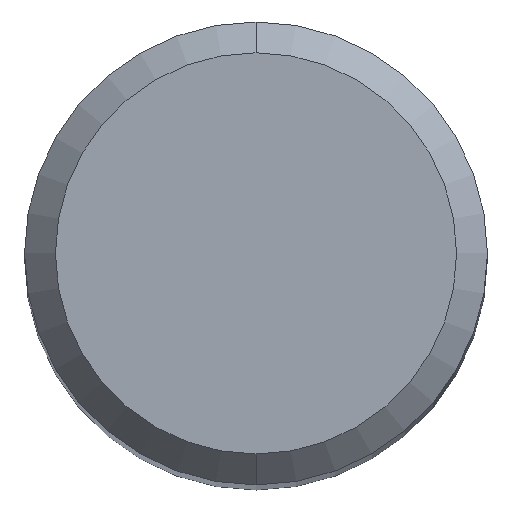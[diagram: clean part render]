
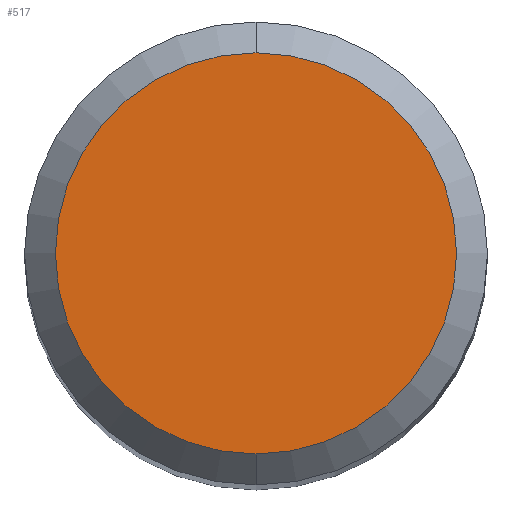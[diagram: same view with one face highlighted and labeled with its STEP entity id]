
A CAD part, top view. The second image highlights one B-rep face of the part: STEP entity #517.
In plain terms, the highlighted planar face has unit normal (0, 0, 1).
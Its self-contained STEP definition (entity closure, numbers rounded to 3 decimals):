
#473=VERTEX_POINT('',#1116);
#517=ADVANCED_FACE('',(#1163),#1164,.T.);
#841=EDGE_CURVE('',#473,#863,#1514,.T.);
#863=VERTEX_POINT('',#1538);
#935=EDGE_CURVE('',#863,#473,#1616,.T.);
#1116=CARTESIAN_POINT('',(0.0,2.6,0.0));
#1163=FACE_OUTER_BOUND('',#2128,.T.);
#1164=PLANE('',#2129);
#1514=CIRCLE('',#2993,2.6);
#1538=CARTESIAN_POINT('',(0.,-2.6,0.0));
#1616=CIRCLE('',#3218,2.6);
#2128=EDGE_LOOP('',(#3467,#3468));
#2129=AXIS2_PLACEMENT_3D('',#3469,#3470,#3471);
#2993=AXIS2_PLACEMENT_3D('',#3821,#3822,#3823);
#3218=AXIS2_PLACEMENT_3D('',#3921,#3922,#3923);
#3467=ORIENTED_EDGE('',*,*,#841,.F.);
#3468=ORIENTED_EDGE('',*,*,#935,.F.);
#3469=CARTESIAN_POINT('',(0.0,1.3,0.0));
#3470=DIRECTION('',(-0.0,0.0,1.0));
#3471=DIRECTION('',(0.0,-1.0,0.0));
#3821=CARTESIAN_POINT('',(0.0,0.0,0.0));
#3822=DIRECTION('',(0.0,0.0,-1.0));
#3823=DIRECTION('',(0.0,1.0,0.0));
#3921=CARTESIAN_POINT('',(0.0,0.0,0.0));
#3922=DIRECTION('',(0.0,0.0,-1.0));
#3923=DIRECTION('',(0.0,1.0,0.0));
